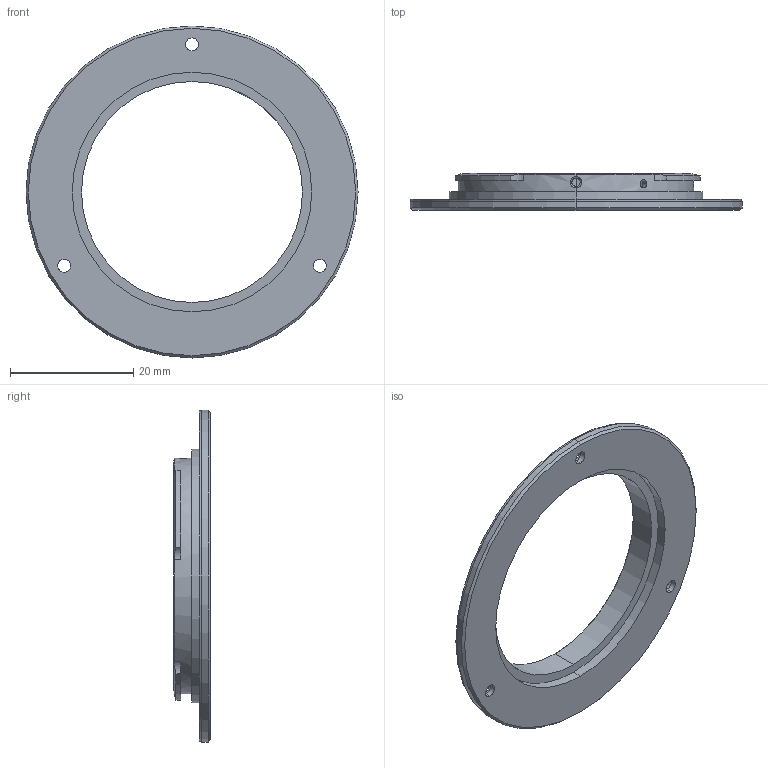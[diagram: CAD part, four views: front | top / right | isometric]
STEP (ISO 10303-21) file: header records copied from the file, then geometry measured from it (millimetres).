
FILE_DESCRIPTION (( 'STEP AP214' ), '1' );
FILE_NAME ('u43 lens mount.STEP', '2017-04-30T04:50:29', ( 'hobbes' ), ( '' ), 'SwSTEP 2.0', 'SolidWorks 2013', '' );
FILE_SCHEMA (( 'AUTOMOTIVE_DESIGN' ));
Length unit declared in the file: inch
Products named in the file (1): u43 lens mount
Bounding box: 53.98 x 5.99 x 53.98 mm (x, y, z)
Volume: 2732.9 mm3; surface area: 4177.4 mm2
Topology: 1 solids, 1 shells, 69 faces, 179 edges, 117 vertices
Faces by surface type: cylinder 44, plane 17, cone 6, bspline 2
Entity records: 3368 total; most frequent: CARTESIAN_POINT 1570, DIRECTION 386, ORIENTED_EDGE 358, EDGE_CURVE 179, AXIS2_PLACEMENT_3D 161, VERTEX_POINT 117, CIRCLE 93, EDGE_LOOP 86
